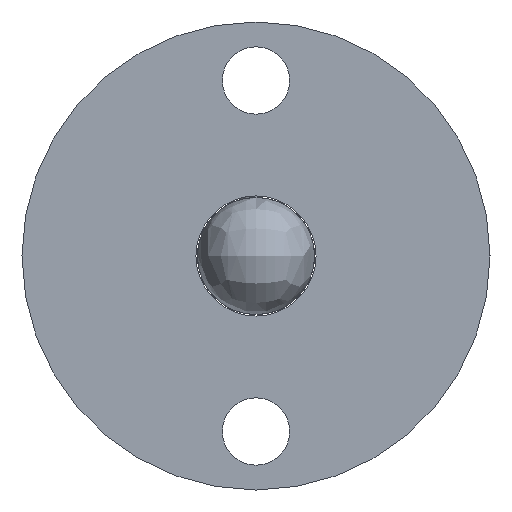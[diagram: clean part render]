
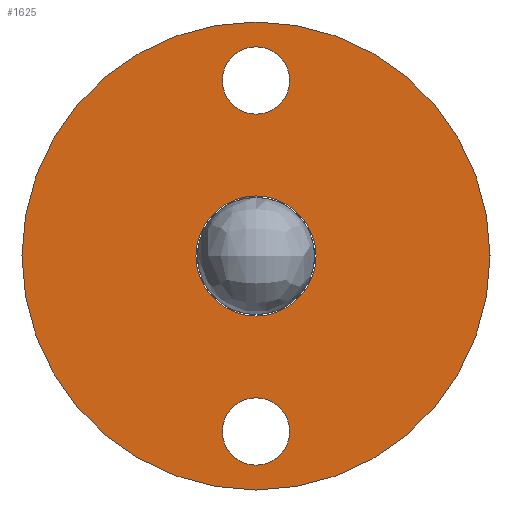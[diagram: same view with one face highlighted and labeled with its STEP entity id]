
A CAD part, left-side view. The second image highlights one B-rep face of the part: STEP entity #1625.
In plain terms, the highlighted planar face has unit normal (-1, 0, 0).
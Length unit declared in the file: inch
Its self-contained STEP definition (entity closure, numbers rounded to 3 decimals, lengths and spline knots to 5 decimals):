
#23 = EDGE_CURVE ( 'NONE', #1113, #1306, #1622, .T. ) ;
#57 = CARTESIAN_POINT ( 'NONE',  ( 6., 0., 0. ) ) ;
#111 = CARTESIAN_POINT ( 'NONE',  ( 6., -0.072, -0.375 ) ) ;
#118 = PLANE ( 'NONE',  #651 ) ;
#159 = AXIS2_PLACEMENT_3D ( 'NONE', #467, #1260, #1577 ) ;
#225 = DIRECTION ( 'NONE',  ( -1., 0., 0. ) ) ;
#241 = EDGE_CURVE ( 'NONE', #1879, #270, #985, .T. ) ;
#270 = VERTEX_POINT ( 'NONE', #111 ) ;
#273 = DIRECTION ( 'NONE',  ( 1., 0., 0. ) ) ;
#328 = CARTESIAN_POINT ( 'NONE',  ( 6., 0.072, -0.375 ) ) ;
#349 = CARTESIAN_POINT ( 'NONE',  ( 6., 0.12825, 0. ) ) ;
#355 = ORIENTED_EDGE ( 'NONE', *, *, #241, .T. ) ;
#357 = EDGE_LOOP ( 'NONE', ( #1878, #1509 ) ) ;
#361 = DIRECTION ( 'NONE',  ( 0., 1., 0. ) ) ;
#368 = AXIS2_PLACEMENT_3D ( 'NONE', #1897, #1884, #936 ) ;
#382 = EDGE_CURVE ( 'NONE', #1255, #1626, #1068, .T. ) ;
#383 = CARTESIAN_POINT ( 'NONE',  ( 6., 0., -0.375 ) ) ;
#431 = EDGE_CURVE ( 'NONE', #1626, #1255, #963, .T. ) ;
#467 = CARTESIAN_POINT ( 'NONE',  ( 6., 0., 0.375 ) ) ;
#489 = VERTEX_POINT ( 'NONE', #1744 ) ;
#544 = VERTEX_POINT ( 'NONE', #349 ) ;
#546 = CARTESIAN_POINT ( 'NONE',  ( 6., 0., 0. ) ) ;
#577 = CARTESIAN_POINT ( 'NONE',  ( 6., 0., 0. ) ) ;
#578 = FACE_BOUND ( 'NONE', #810, .T. ) ;
#587 = CARTESIAN_POINT ( 'NONE',  ( 6., 0., -0.375 ) ) ;
#618 = EDGE_CURVE ( 'NONE', #1306, #1113, #1804, .T. ) ;
#651 = AXIS2_PLACEMENT_3D ( 'NONE', #1707, #896, #1393 ) ;
#695 = DIRECTION ( 'NONE',  ( 0., 1., 0. ) ) ;
#715 = EDGE_LOOP ( 'NONE', ( #355, #864 ) ) ;
#726 = DIRECTION ( 'NONE',  ( 1., 0., 0. ) ) ;
#797 = AXIS2_PLACEMENT_3D ( 'NONE', #57, #225, #695 ) ;
#810 = EDGE_LOOP ( 'NONE', ( #1294, #1907 ) ) ;
#837 = EDGE_LOOP ( 'NONE', ( #1957, #1981 ) ) ;
#864 = ORIENTED_EDGE ( 'NONE', *, *, #1591, .T. ) ;
#896 = DIRECTION ( 'NONE',  ( -1., 0., 0. ) ) ;
#926 = DIRECTION ( 'NONE',  ( 0., 1., 0. ) ) ;
#936 = DIRECTION ( 'NONE',  ( 0., 1., 0. ) ) ;
#963 = CIRCLE ( 'NONE', #159, 0.072 ) ;
#985 = CIRCLE ( 'NONE', #2011, 0.072 ) ;
#1068 = CIRCLE ( 'NONE', #368, 0.072 ) ;
#1069 = DIRECTION ( 'NONE',  ( 0., 1., 0. ) ) ;
#1099 = AXIS2_PLACEMENT_3D ( 'NONE', #577, #1544, #1069 ) ;
#1113 = VERTEX_POINT ( 'NONE', #1522 ) ;
#1131 = FACE_OUTER_BOUND ( 'NONE', #357, .T. ) ;
#1135 = EDGE_CURVE ( 'NONE', #544, #489, #1274, .T. ) ;
#1209 = CARTESIAN_POINT ( 'NONE',  ( 6., 0., 0. ) ) ;
#1216 = AXIS2_PLACEMENT_3D ( 'NONE', #1209, #726, #1513 ) ;
#1255 = VERTEX_POINT ( 'NONE', #1546 ) ;
#1260 = DIRECTION ( 'NONE',  ( 1., 0., 0. ) ) ;
#1263 = AXIS2_PLACEMENT_3D ( 'NONE', #546, #1627, #361 ) ;
#1274 = CIRCLE ( 'NONE', #1216, 0.12825 ) ;
#1294 = ORIENTED_EDGE ( 'NONE', *, *, #1135, .T. ) ;
#1306 = VERTEX_POINT ( 'NONE', #2039 ) ;
#1354 = FACE_BOUND ( 'NONE', #837, .T. ) ;
#1393 = DIRECTION ( 'NONE',  ( 0., -1., 0. ) ) ;
#1403 = AXIS2_PLACEMENT_3D ( 'NONE', #383, #1497, #1655 ) ;
#1423 = CIRCLE ( 'NONE', #1403, 0.072 ) ;
#1497 = DIRECTION ( 'NONE',  ( 1., 0., 0. ) ) ;
#1509 = ORIENTED_EDGE ( 'NONE', *, *, #23, .T. ) ;
#1513 = DIRECTION ( 'NONE',  ( 0., 1., 0. ) ) ;
#1522 = CARTESIAN_POINT ( 'NONE',  ( 6., -0.5, 0. ) ) ;
#1544 = DIRECTION ( 'NONE',  ( 1., 0., 0. ) ) ;
#1546 = CARTESIAN_POINT ( 'NONE',  ( 6., 0.072, 0.375 ) ) ;
#1577 = DIRECTION ( 'NONE',  ( 0., 1., 0. ) ) ;
#1591 = EDGE_CURVE ( 'NONE', #270, #1879, #1423, .T. ) ;
#1622 = CIRCLE ( 'NONE', #1263, 0.5 ) ;
#1625 = ADVANCED_FACE ( 'NONE', ( #578, #1354, #1966, #1131 ), #118, .T. ) ;
#1626 = VERTEX_POINT ( 'NONE', #1689 ) ;
#1627 = DIRECTION ( 'NONE',  ( -1., 0., 0. ) ) ;
#1655 = DIRECTION ( 'NONE',  ( 0., 1., 0. ) ) ;
#1689 = CARTESIAN_POINT ( 'NONE',  ( 6., -0.072, 0.375 ) ) ;
#1704 = EDGE_CURVE ( 'NONE', #489, #544, #1768, .T. ) ;
#1707 = CARTESIAN_POINT ( 'NONE',  ( 6., 0., 0. ) ) ;
#1744 = CARTESIAN_POINT ( 'NONE',  ( 6., -0.12825, 0. ) ) ;
#1768 = CIRCLE ( 'NONE', #1099, 0.12825 ) ;
#1804 = CIRCLE ( 'NONE', #797, 0.5 ) ;
#1878 = ORIENTED_EDGE ( 'NONE', *, *, #618, .T. ) ;
#1879 = VERTEX_POINT ( 'NONE', #328 ) ;
#1884 = DIRECTION ( 'NONE',  ( 1., 0., 0. ) ) ;
#1897 = CARTESIAN_POINT ( 'NONE',  ( 6., 0., 0.375 ) ) ;
#1907 = ORIENTED_EDGE ( 'NONE', *, *, #1704, .T. ) ;
#1957 = ORIENTED_EDGE ( 'NONE', *, *, #382, .T. ) ;
#1966 = FACE_BOUND ( 'NONE', #715, .T. ) ;
#1981 = ORIENTED_EDGE ( 'NONE', *, *, #431, .T. ) ;
#2011 = AXIS2_PLACEMENT_3D ( 'NONE', #587, #273, #926 ) ;
#2039 = CARTESIAN_POINT ( 'NONE',  ( 6., 0.5, 0. ) ) ;
